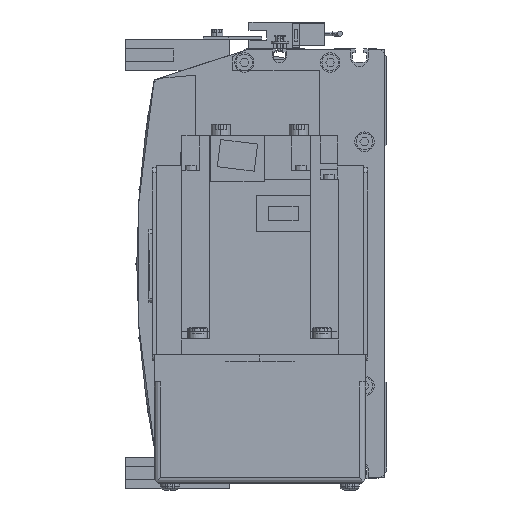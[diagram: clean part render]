
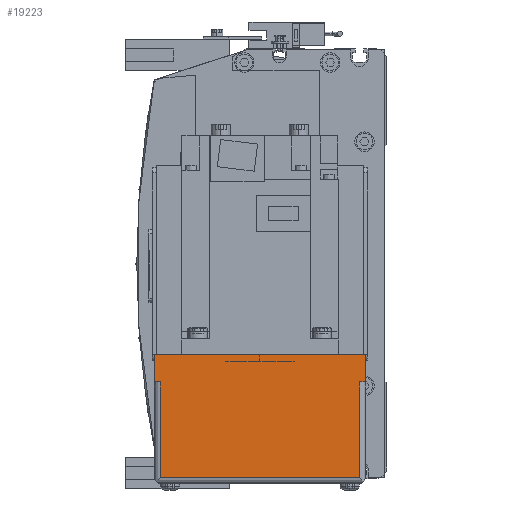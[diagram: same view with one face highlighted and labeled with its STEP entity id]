
A CAD part, left-side view. The second image highlights one B-rep face of the part: STEP entity #19223.
In plain terms, the highlighted planar face has unit normal (-1, 0, 0).
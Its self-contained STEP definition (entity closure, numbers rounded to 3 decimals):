
#574 = LINE ( 'NONE', #46600, #11249 ) ;
#3459 = DIRECTION ( 'NONE',  ( 0., 0., 1. ) ) ;
#3707 = CARTESIAN_POINT ( 'NONE',  ( -216.5, 119., -60.5 ) ) ;
#4752 = LINE ( 'NONE', #31337, #23023 ) ;
#4925 = VERTEX_POINT ( 'NONE', #5723 ) ;
#5723 = CARTESIAN_POINT ( 'NONE',  ( -216.5, 11., -60.5 ) ) ;
#6522 = ORIENTED_EDGE ( 'NONE', *, *, #22067, .T. ) ;
#6669 = VECTOR ( 'NONE', #24216, 1000. ) ;
#6748 = ORIENTED_EDGE ( 'NONE', *, *, #24849, .F. ) ;
#7291 = LINE ( 'NONE', #45385, #38669 ) ;
#8197 = CARTESIAN_POINT ( 'NONE',  ( -216.5, 119., -46.5 ) ) ;
#8398 = ORIENTED_EDGE ( 'NONE', *, *, #40880, .F. ) ;
#10596 = EDGE_CURVE ( 'NONE', #40174, #14474, #48896, .T. ) ;
#10970 = CARTESIAN_POINT ( 'NONE',  ( -216.5, 119., -60.5 ) ) ;
#11207 = LINE ( 'NONE', #46322, #44937 ) ;
#11249 = VECTOR ( 'NONE', #12469, 1000. ) ;
#12469 = DIRECTION ( 'NONE',  ( 0., -1., 0. ) ) ;
#14474 = VERTEX_POINT ( 'NONE', #41274 ) ;
#15424 = LINE ( 'NONE', #8197, #19034 ) ;
#16941 = EDGE_LOOP ( 'NONE', ( #24230, #32602, #6522, #24816, #19735, #8398, #33580, #6748 ) ) ;
#18704 = VECTOR ( 'NONE', #3459, 1000. ) ;
#19034 = VECTOR ( 'NONE', #27132, 1000. ) ;
#19223 = ADVANCED_FACE ( 'NONE', ( #41380 ), #29907, .T. ) ;
#19422 = CARTESIAN_POINT ( 'NONE',  ( -216.5, 14., -60.5 ) ) ;
#19735 = ORIENTED_EDGE ( 'NONE', *, *, #20834, .F. ) ;
#19881 = VERTEX_POINT ( 'NONE', #35558 ) ;
#20476 = CARTESIAN_POINT ( 'NONE',  ( -216.5, 11., -60.5 ) ) ;
#20834 = EDGE_CURVE ( 'NONE', #25435, #19881, #15424, .T. ) ;
#22067 = EDGE_CURVE ( 'NONE', #40930, #4925, #7291, .T. ) ;
#23023 = VECTOR ( 'NONE', #46528, 1000. ) ;
#24216 = DIRECTION ( 'NONE',  ( 0., 0., 1. ) ) ;
#24230 = ORIENTED_EDGE ( 'NONE', *, *, #43179, .T. ) ;
#24816 = ORIENTED_EDGE ( 'NONE', *, *, #38604, .T. ) ;
#24849 = EDGE_CURVE ( 'NONE', #33144, #14474, #4752, .T. ) ;
#25435 = VERTEX_POINT ( 'NONE', #34414 ) ;
#26457 = DIRECTION ( 'NONE',  ( 0., -1., 0. ) ) ;
#27132 = DIRECTION ( 'NONE',  ( 0., -1., 0. ) ) ;
#29801 = CARTESIAN_POINT ( 'NONE',  ( -216.5, 14., -112.5 ) ) ;
#29907 = PLANE ( 'NONE',  #42070 ) ;
#30140 = DIRECTION ( 'NONE',  ( 0., 0., 1. ) ) ;
#30934 = EDGE_CURVE ( 'NONE', #41686, #40930, #37257, .T. ) ;
#31337 = CARTESIAN_POINT ( 'NONE',  ( -216.5, 116., -112.5 ) ) ;
#31691 = LINE ( 'NONE', #20476, #6669 ) ;
#32001 = CARTESIAN_POINT ( 'NONE',  ( -216.5, 14., -109.5 ) ) ;
#32602 = ORIENTED_EDGE ( 'NONE', *, *, #30934, .T. ) ;
#33144 = VERTEX_POINT ( 'NONE', #34735 ) ;
#33580 = ORIENTED_EDGE ( 'NONE', *, *, #10596, .T. ) ;
#34153 = DIRECTION ( 'NONE',  ( -1., 0., 0. ) ) ;
#34414 = CARTESIAN_POINT ( 'NONE',  ( -216.5, 119., -46.5 ) ) ;
#34735 = CARTESIAN_POINT ( 'NONE',  ( -216.5, 116., -109.5 ) ) ;
#35558 = CARTESIAN_POINT ( 'NONE',  ( -216.5, 11., -46.5 ) ) ;
#37105 = DIRECTION ( 'NONE',  ( 0., 0., 1. ) ) ;
#37257 = LINE ( 'NONE', #29801, #18704 ) ;
#38604 = EDGE_CURVE ( 'NONE', #4925, #19881, #31691, .T. ) ;
#38669 = VECTOR ( 'NONE', #41882, 1000. ) ;
#38751 = VECTOR ( 'NONE', #26457, 1000. ) ;
#40174 = VERTEX_POINT ( 'NONE', #3707 ) ;
#40880 = EDGE_CURVE ( 'NONE', #40174, #25435, #11207, .T. ) ;
#40930 = VERTEX_POINT ( 'NONE', #19422 ) ;
#41274 = CARTESIAN_POINT ( 'NONE',  ( -216.5, 116., -60.5 ) ) ;
#41380 = FACE_OUTER_BOUND ( 'NONE', #16941, .T. ) ;
#41632 = CARTESIAN_POINT ( 'NONE',  ( -216.5, 119., -60.5 ) ) ;
#41686 = VERTEX_POINT ( 'NONE', #32001 ) ;
#41882 = DIRECTION ( 'NONE',  ( 0., -1., 0. ) ) ;
#42070 = AXIS2_PLACEMENT_3D ( 'NONE', #10970, #34153, #37105 ) ;
#43179 = EDGE_CURVE ( 'NONE', #33144, #41686, #574, .T. ) ;
#44937 = VECTOR ( 'NONE', #30140, 1000. ) ;
#45385 = CARTESIAN_POINT ( 'NONE',  ( -216.5, 119., -60.5 ) ) ;
#46322 = CARTESIAN_POINT ( 'NONE',  ( -216.5, 119., -60.5 ) ) ;
#46528 = DIRECTION ( 'NONE',  ( 0., 0., 1. ) ) ;
#46600 = CARTESIAN_POINT ( 'NONE',  ( -216.5, 150., -109.5 ) ) ;
#48896 = LINE ( 'NONE', #41632, #38751 ) ;
